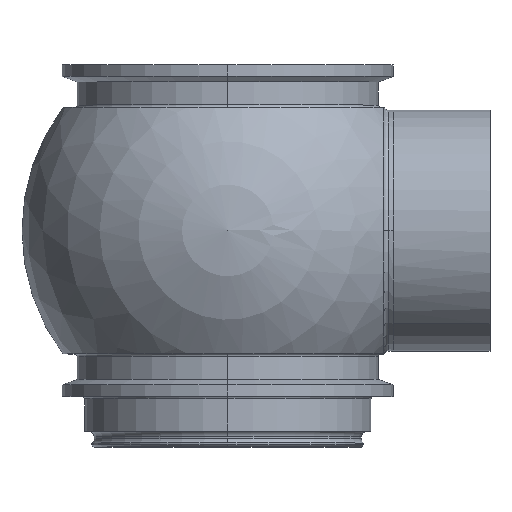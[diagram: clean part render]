
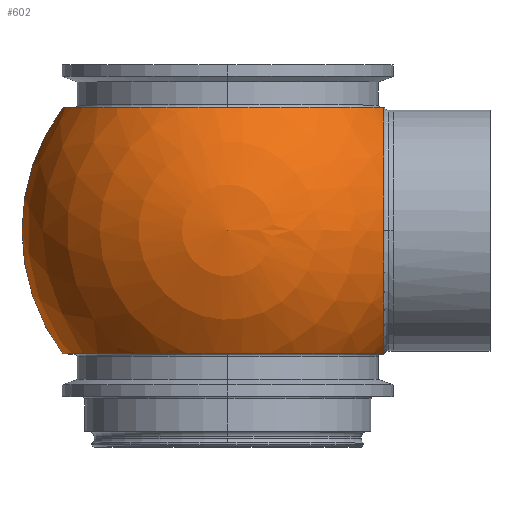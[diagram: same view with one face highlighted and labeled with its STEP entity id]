
A CAD part, top view. The second image highlights one B-rep face of the part: STEP entity #602.
In plain terms, the highlighted spherical face has radius 65.075 mm.
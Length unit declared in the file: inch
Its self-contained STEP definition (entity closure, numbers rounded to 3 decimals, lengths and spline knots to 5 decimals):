
#17 = EDGE_CURVE ( 'NONE', #1285, #598, #489, .T. ) ;
#25 = AXIS2_PLACEMENT_3D ( 'NONE', #1240, #604, #1341 ) ;
#86 = DIRECTION ( 'NONE',  ( 0., 0., 1. ) ) ;
#93 = CARTESIAN_POINT ( 'NONE',  ( 0., 1.535, 0. ) ) ;
#110 = CIRCLE ( 'NONE', #25, 1.66991 ) ;
#199 = DIRECTION ( 'NONE',  ( 0., 0., 1. ) ) ;
#207 = AXIS2_PLACEMENT_3D ( 'NONE', #1312, #267, #271 ) ;
#259 = ORIENTED_EDGE ( 'NONE', *, *, #765, .F. ) ;
#267 = DIRECTION ( 'NONE',  ( 0., 0., -1. ) ) ;
#271 = DIRECTION ( 'NONE',  ( 1., 0., 0. ) ) ;
#307 = EDGE_CURVE ( 'NONE', #1285, #737, #934, .T. ) ;
#324 = ORIENTED_EDGE ( 'NONE', *, *, #17, .T. ) ;
#345 = EDGE_CURVE ( 'NONE', #598, #1172, #110, .T. ) ;
#413 = AXIS2_PLACEMENT_3D ( 'NONE', #1040, #743, #86 ) ;
#487 = CARTESIAN_POINT ( 'NONE',  ( -2.05274, -1.533, 0. ) ) ;
#489 = CIRCLE ( 'NONE', #413, 2.05274 ) ;
#490 = CARTESIAN_POINT ( 'NONE',  ( 0., 0., 0. ) ) ;
#592 = DIRECTION ( 'NONE',  ( -1., 0., 0. ) ) ;
#598 = VERTEX_POINT ( 'NONE', #678 ) ;
#602 = ADVANCED_FACE ( 'NONE', ( #1201 ), #706, .T. ) ;
#604 = DIRECTION ( 'NONE',  ( -1., 0., 0. ) ) ;
#612 = ORIENTED_EDGE ( 'NONE', *, *, #307, .F. ) ;
#631 = CIRCLE ( 'NONE', #1319, 2.05125 ) ;
#677 = ORIENTED_EDGE ( 'NONE', *, *, #345, .T. ) ;
#678 = CARTESIAN_POINT ( 'NONE',  ( 1.943, -1.533, 0.6622 ) ) ;
#706 = SPHERICAL_SURFACE ( 'NONE', #207, 2.562 ) ;
#737 = VERTEX_POINT ( 'NONE', #923 ) ;
#743 = DIRECTION ( 'NONE',  ( 0., 1., 0. ) ) ;
#765 = EDGE_CURVE ( 'NONE', #737, #1172, #631, .T. ) ;
#795 = CARTESIAN_POINT ( 'NONE',  ( 1.943, 1.535, 0.65755 ) ) ;
#816 = DIRECTION ( 'NONE',  ( 0., 1., 0. ) ) ;
#923 = CARTESIAN_POINT ( 'NONE',  ( -2.05125, 1.535, 0. ) ) ;
#930 = EDGE_LOOP ( 'NONE', ( #612, #324, #677, #259 ) ) ;
#934 = CIRCLE ( 'NONE', #1233, 2.562 ) ;
#1040 = CARTESIAN_POINT ( 'NONE',  ( 0., -1.533, 0. ) ) ;
#1172 = VERTEX_POINT ( 'NONE', #795 ) ;
#1201 = FACE_OUTER_BOUND ( 'NONE', #930, .T. ) ;
#1228 = DIRECTION ( 'NONE',  ( 0., 0., -1. ) ) ;
#1233 = AXIS2_PLACEMENT_3D ( 'NONE', #490, #1228, #592 ) ;
#1240 = CARTESIAN_POINT ( 'NONE',  ( 1.943, 0., 0. ) ) ;
#1285 = VERTEX_POINT ( 'NONE', #487 ) ;
#1312 = CARTESIAN_POINT ( 'NONE',  ( 0., 0., 0. ) ) ;
#1319 = AXIS2_PLACEMENT_3D ( 'NONE', #93, #816, #199 ) ;
#1341 = DIRECTION ( 'NONE',  ( 0., 0., 1. ) ) ;
